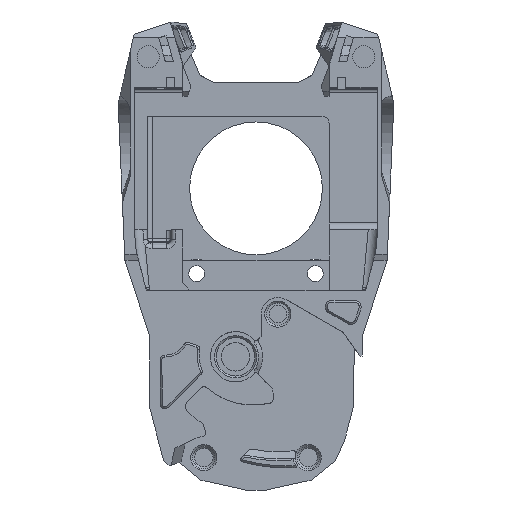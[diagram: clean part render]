
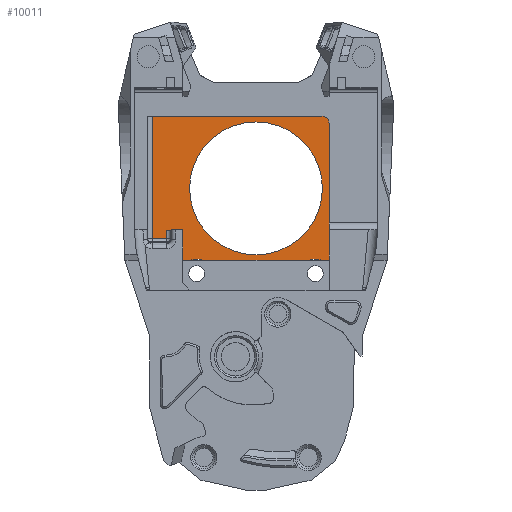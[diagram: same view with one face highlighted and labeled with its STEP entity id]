
A CAD part, top view. The second image highlights one B-rep face of the part: STEP entity #10011.
In plain terms, the highlighted planar face has unit normal (0, 0, 1).
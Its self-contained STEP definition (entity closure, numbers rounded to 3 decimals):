
#654=CIRCLE('',#10630,0.4);
#655=CIRCLE('',#10632,3.1);
#656=CIRCLE('',#10633,3.1);
#658=CIRCLE('',#10636,0.4);
#659=CIRCLE('',#10638,0.4);
#660=CIRCLE('',#10640,3.1);
#661=CIRCLE('',#10641,3.1);
#663=CIRCLE('',#10644,0.4);
#665=CIRCLE('',#10649,14.);
#719=CIRCLE('',#10780,1.5);
#904=FACE_BOUND('',#1710,.T.);
#1143=FACE_OUTER_BOUND('',#1709,.T.);
#1709=EDGE_LOOP('',(#7614,#7615,#7616,#7617,#7618,#7619,#7620,#7621,#7622,
#7623,#7624,#7625,#7626,#7627,#7628,#7629,#7630,#7631,#7632));
#1710=EDGE_LOOP('',(#7633));
#2359=LINE('',#14936,#3287);
#2360=LINE('',#14938,#3288);
#2374=LINE('',#14986,#3302);
#2378=LINE('',#14993,#3306);
#2473=LINE('',#15323,#3401);
#2512=LINE('',#15461,#3440);
#2514=LINE('',#15464,#3442);
#2515=LINE('',#15465,#3443);
#2516=LINE('',#15468,#3444);
#2517=LINE('',#15471,#3445);
#3287=VECTOR('',#12084,10.);
#3288=VECTOR('',#12087,10.);
#3302=VECTOR('',#12135,10.);
#3306=VECTOR('',#12143,10.);
#3401=VECTOR('',#12408,10.);
#3440=VECTOR('',#12539,10.);
#3442=VECTOR('',#12541,10.);
#3443=VECTOR('',#12542,10.);
#3444=VECTOR('',#12545,10.);
#3445=VECTOR('',#12548,10.);
#4127=VERTEX_POINT('',#14555);
#4191=VERTEX_POINT('',#14747);
#4221=VERTEX_POINT('',#14934);
#4222=VERTEX_POINT('',#14940);
#4223=VERTEX_POINT('',#14942);
#4224=VERTEX_POINT('',#14946);
#4225=VERTEX_POINT('',#14947);
#4227=VERTEX_POINT('',#14955);
#4228=VERTEX_POINT('',#14959);
#4229=VERTEX_POINT('',#14961);
#4230=VERTEX_POINT('',#14965);
#4231=VERTEX_POINT('',#14966);
#4233=VERTEX_POINT('',#14974);
#4237=VERTEX_POINT('',#14983);
#4238=VERTEX_POINT('',#14985);
#4240=VERTEX_POINT('',#14995);
#4330=VERTEX_POINT('',#15320);
#4372=VERTEX_POINT('',#15462);
#4373=VERTEX_POINT('',#15467);
#4374=VERTEX_POINT('',#15469);
#5338=EDGE_CURVE('',#4221,#4127,#2359,.T.);
#5339=EDGE_CURVE('',#4127,#4191,#2360,.T.);
#5342=EDGE_CURVE('',#4222,#4223,#654,.T.);
#5343=EDGE_CURVE('',#4224,#4225,#655,.T.);
#5345=EDGE_CURVE('',#4225,#4222,#656,.T.);
#5348=EDGE_CURVE('',#4227,#4224,#658,.T.);
#5352=EDGE_CURVE('',#4228,#4229,#659,.T.);
#5353=EDGE_CURVE('',#4230,#4231,#660,.T.);
#5355=EDGE_CURVE('',#4231,#4228,#661,.T.);
#5358=EDGE_CURVE('',#4233,#4230,#663,.T.);
#5363=EDGE_CURVE('',#4238,#4237,#2374,.T.);
#5368=EDGE_CURVE('',#4238,#4221,#2378,.F.);
#5369=EDGE_CURVE('',#4240,#4240,#665,.T.);
#5509=EDGE_CURVE('',#4191,#4330,#2473,.T.);
#5573=EDGE_CURVE('',#4237,#4233,#2512,.T.);
#5575=EDGE_CURVE('',#4223,#4372,#2514,.T.);
#5576=EDGE_CURVE('',#4229,#4227,#2515,.T.);
#5577=EDGE_CURVE('',#4372,#4373,#2516,.F.);
#5578=EDGE_CURVE('',#4373,#4374,#719,.F.);
#5579=EDGE_CURVE('',#4330,#4374,#2517,.T.);
#7614=ORIENTED_EDGE('',*,*,#5368,.F.);
#7615=ORIENTED_EDGE('',*,*,#5363,.T.);
#7616=ORIENTED_EDGE('',*,*,#5573,.T.);
#7617=ORIENTED_EDGE('',*,*,#5358,.T.);
#7618=ORIENTED_EDGE('',*,*,#5353,.T.);
#7619=ORIENTED_EDGE('',*,*,#5355,.T.);
#7620=ORIENTED_EDGE('',*,*,#5352,.T.);
#7621=ORIENTED_EDGE('',*,*,#5576,.T.);
#7622=ORIENTED_EDGE('',*,*,#5348,.T.);
#7623=ORIENTED_EDGE('',*,*,#5343,.T.);
#7624=ORIENTED_EDGE('',*,*,#5345,.T.);
#7625=ORIENTED_EDGE('',*,*,#5342,.T.);
#7626=ORIENTED_EDGE('',*,*,#5575,.T.);
#7627=ORIENTED_EDGE('',*,*,#5577,.T.);
#7628=ORIENTED_EDGE('',*,*,#5578,.T.);
#7629=ORIENTED_EDGE('',*,*,#5579,.F.);
#7630=ORIENTED_EDGE('',*,*,#5509,.F.);
#7631=ORIENTED_EDGE('',*,*,#5339,.F.);
#7632=ORIENTED_EDGE('',*,*,#5338,.F.);
#7633=ORIENTED_EDGE('',*,*,#5369,.T.);
#9622=PLANE('',#10779);
#10011=ADVANCED_FACE('',(#1143,#904),#9622,.F.);
#10630=AXIS2_PLACEMENT_3D('',#14944,#12092,#12093);
#10632=AXIS2_PLACEMENT_3D('',#14948,#12096,#12097);
#10633=AXIS2_PLACEMENT_3D('',#14950,#12099,#12100);
#10636=AXIS2_PLACEMENT_3D('',#14956,#12106,#12107);
#10638=AXIS2_PLACEMENT_3D('',#14963,#12113,#12114);
#10640=AXIS2_PLACEMENT_3D('',#14967,#12117,#12118);
#10641=AXIS2_PLACEMENT_3D('',#14969,#12120,#12121);
#10644=AXIS2_PLACEMENT_3D('',#14975,#12127,#12128);
#10649=AXIS2_PLACEMENT_3D('',#14996,#12146,#12147);
#10779=AXIS2_PLACEMENT_3D('',#15466,#12543,#12544);
#10780=AXIS2_PLACEMENT_3D('',#15470,#12546,#12547);
#12084=DIRECTION('',(0.,-1.,0.));
#12087=DIRECTION('',(-1.,0.,0.));
#12092=DIRECTION('center_axis',(0.,0.,
-1.));
#12093=DIRECTION('ref_axis',(0.,-1.,0.));
#12096=DIRECTION('center_axis',(0.,0.,
-1.));
#12097=DIRECTION('ref_axis',(0.,-1.,0.));
#12099=DIRECTION('center_axis',(0.,0.,
-1.));
#12100=DIRECTION('ref_axis',(0.,-1.,0.));
#12106=DIRECTION('center_axis',(0.,0.,
-1.));
#12107=DIRECTION('ref_axis',(0.,-1.,0.));
#12113=DIRECTION('center_axis',(0.,0.,
-1.));
#12114=DIRECTION('ref_axis',(0.,-1.,0.));
#12117=DIRECTION('center_axis',(0.,0.,
-1.));
#12118=DIRECTION('ref_axis',(0.,-1.,0.));
#12120=DIRECTION('center_axis',(0.,0.,
-1.));
#12121=DIRECTION('ref_axis',(0.,-1.,0.));
#12127=DIRECTION('center_axis',(0.,0.,
-1.));
#12128=DIRECTION('ref_axis',(0.,-1.,0.));
#12135=DIRECTION('',(0.,-1.,0.));
#12143=DIRECTION('',(1.,0.,0.));
#12146=DIRECTION('center_axis',(0.,0.,
-1.));
#12147=DIRECTION('ref_axis',(0.,1.,0.));
#12408=DIRECTION('',(0.,1.,0.));
#12539=DIRECTION('',(1.,0.,0.));
#12541=DIRECTION('',(1.,0.,0.));
#12542=DIRECTION('',(1.,0.,0.));
#12543=DIRECTION('center_axis',(0.,0.,
-1.));
#12544=DIRECTION('ref_axis',(-1.,0.,0.));
#12545=DIRECTION('',(0.,-1.,0.));
#12546=DIRECTION('center_axis',(0.,0.,
-1.));
#12547=DIRECTION('ref_axis',(0.,1.,0.));
#12548=DIRECTION('',(1.,0.,0.));
#14555=CARTESIAN_POINT('',(-111.623,-24.579,-28.237));
#14747=CARTESIAN_POINT('',(-114.623,-24.579,-28.237));
#14934=CARTESIAN_POINT('',(-111.623,-22.794,-28.237));
#14936=CARTESIAN_POINT('',(-111.623,-41.644,-28.237));
#14938=CARTESIAN_POINT('',(-77.073,-24.579,-28.237));
#14940=CARTESIAN_POINT('',(-77.966,-29.874,-28.237));
#14942=CARTESIAN_POINT('',(-77.675,-29.2,-28.237));
#14944=CARTESIAN_POINT('Origin',(-77.675,-29.6,-28.237));
#14946=CARTESIAN_POINT('',(-82.479,-29.874,-28.237));
#14947=CARTESIAN_POINT('',(-80.223,-28.9,-28.237));
#14948=CARTESIAN_POINT('Origin',(-80.223,-32.,-28.237));
#14950=CARTESIAN_POINT('Origin',(-80.223,-32.,-28.237));
#14955=CARTESIAN_POINT('',(-82.77,-29.2,-28.237));
#14956=CARTESIAN_POINT('Origin',(-82.77,-29.6,-28.237));
#14959=CARTESIAN_POINT('',(-102.966,-29.874,-28.237));
#14961=CARTESIAN_POINT('',(-102.675,-29.2,-28.237));
#14963=CARTESIAN_POINT('Origin',(-102.675,-29.6,-28.237));
#14965=CARTESIAN_POINT('',(-107.479,-29.874,-28.237));
#14966=CARTESIAN_POINT('',(-105.223,-28.9,-28.237));
#14967=CARTESIAN_POINT('Origin',(-105.223,-32.,-28.237));
#14969=CARTESIAN_POINT('Origin',(-105.223,-32.,-28.237));
#14974=CARTESIAN_POINT('',(-107.77,-29.2,-28.237));
#14975=CARTESIAN_POINT('Origin',(-107.77,-29.6,-28.237));
#14983=CARTESIAN_POINT('',(-108.123,-29.2,-28.237));
#14985=CARTESIAN_POINT('',(-108.123,-22.794,-28.237));
#14986=CARTESIAN_POINT('',(-108.123,-28.747,-28.237));
#14993=CARTESIAN_POINT('',(-72.288,-22.794,-28.237));
#14995=CARTESIAN_POINT('',(-92.723,-28.,-28.237));
#14996=CARTESIAN_POINT('Origin',(-92.723,-14.,-28.237));
#15320=CARTESIAN_POINT('',(-114.623,1.2,-28.237));
#15323=CARTESIAN_POINT('',(-114.623,-42.394,-28.237));
#15461=CARTESIAN_POINT('',(-92.723,-29.2,-28.237));
#15462=CARTESIAN_POINT('',(-77.323,-29.2,-28.237));
#15464=CARTESIAN_POINT('',(-92.723,-29.2,-28.237));
#15465=CARTESIAN_POINT('',(-92.723,-29.2,-28.237));
#15466=CARTESIAN_POINT('Origin',(-77.323,-58.494,-28.237));
#15467=CARTESIAN_POINT('',(-77.323,-0.3,-28.237));
#15468=CARTESIAN_POINT('',(-77.323,-40.347,-28.237));
#15469=CARTESIAN_POINT('',(-78.823,1.2,-28.237));
#15470=CARTESIAN_POINT('Origin',(-78.823,-0.3,-28.237));
#15471=CARTESIAN_POINT('',(-77.323,1.2,-28.237));
